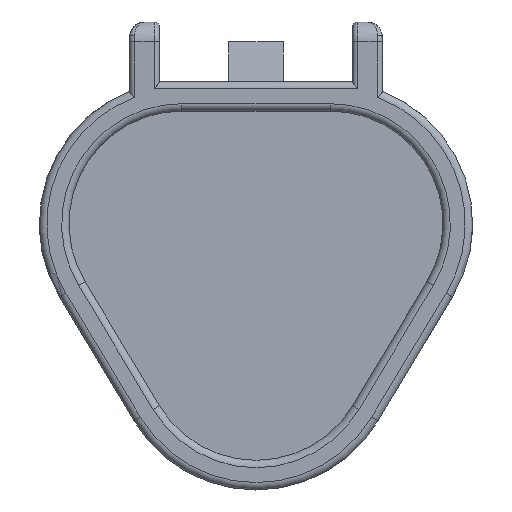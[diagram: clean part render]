
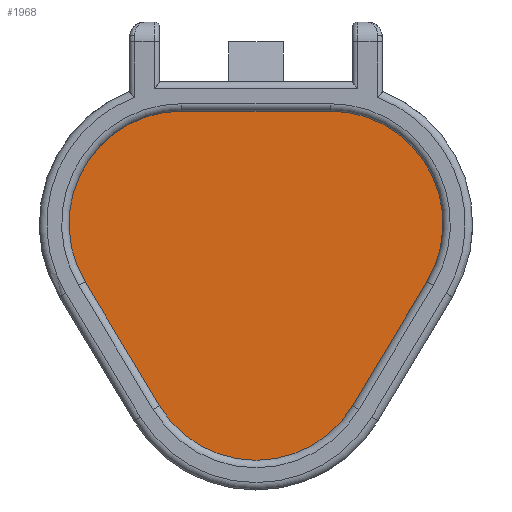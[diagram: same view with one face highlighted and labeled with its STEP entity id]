
A CAD part, front view. The second image highlights one B-rep face of the part: STEP entity #1968.
In plain terms, the highlighted planar face has unit normal (0, -1, 0).
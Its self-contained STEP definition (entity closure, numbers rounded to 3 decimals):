
#47=PLANE('',#2243);
#163=LINE('',#3562,#282);
#167=LINE('',#3571,#286);
#218=LINE('',#3826,#337);
#282=VECTOR('',#2576,10.);
#286=VECTOR('',#2586,10.);
#337=VECTOR('',#2869,10.);
#505=FACE_OUTER_BOUND('',#634,.T.);
#634=EDGE_LOOP('',(#1787,#1788,#1789,#1790,#1791,#1792));
#719=CIRCLE('',#2123,4.55);
#774=CIRCLE('',#2239,4.55);
#775=CIRCLE('',#2242,4.55);
#884=VERTEX_POINT('',#3559);
#885=VERTEX_POINT('',#3561);
#886=VERTEX_POINT('',#3565);
#887=VERTEX_POINT('',#3569);
#950=VERTEX_POINT('',#3820);
#951=VERTEX_POINT('',#3824);
#1118=EDGE_CURVE('',#884,#885,#163,.T.);
#1121=EDGE_CURVE('',#886,#884,#719,.T.);
#1123=EDGE_CURVE('',#887,#886,#167,.T.);
#1237=EDGE_CURVE('',#950,#887,#774,.T.);
#1239=EDGE_CURVE('',#951,#950,#218,.T.);
#1240=EDGE_CURVE('',#885,#951,#775,.T.);
#1787=ORIENTED_EDGE('',*,*,#1240,.F.);
#1788=ORIENTED_EDGE('',*,*,#1118,.F.);
#1789=ORIENTED_EDGE('',*,*,#1121,.F.);
#1790=ORIENTED_EDGE('',*,*,#1123,.F.);
#1791=ORIENTED_EDGE('',*,*,#1237,.F.);
#1792=ORIENTED_EDGE('',*,*,#1239,.F.);
#1968=ADVANCED_FACE('',(#505),#47,.T.);
#2123=AXIS2_PLACEMENT_3D('',#3567,#2581,#2582);
#2239=AXIS2_PLACEMENT_3D('',#3822,#2864,#2865);
#2242=AXIS2_PLACEMENT_3D('',#3828,#2872,#2873);
#2243=AXIS2_PLACEMENT_3D('',#3829,#2874,#2875);
#2576=DIRECTION('',(-0.514,0.,0.857));
#2581=DIRECTION('center_axis',(0.,1.,0.));
#2582=DIRECTION('ref_axis',(1.,0.,0.));
#2586=DIRECTION('',(-0.514,0.,-0.857));
#2864=DIRECTION('center_axis',(0.,1.,0.));
#2865=DIRECTION('ref_axis',(1.,0.,0.));
#2869=DIRECTION('',(1.,0.,0.));
#2872=DIRECTION('center_axis',(0.,1.,0.));
#2873=DIRECTION('ref_axis',(1.,0.,0.));
#2874=DIRECTION('center_axis',(0.,-1.,0.));
#2875=DIRECTION('ref_axis',(1.,0.,0.));
#3559=CARTESIAN_POINT('',(-3.902,-2.05,-6.841));
#3561=CARTESIAN_POINT('',(-6.902,-2.05,-1.841));
#3562=CARTESIAN_POINT('',(-6.902,-2.05,-1.841));
#3565=CARTESIAN_POINT('',(3.902,-2.05,-6.841));
#3567=CARTESIAN_POINT('Origin',(0.,-2.05,-4.5));
#3569=CARTESIAN_POINT('',(6.902,-2.05,-1.841));
#3571=CARTESIAN_POINT('',(3.902,-2.05,-6.841));
#3820=CARTESIAN_POINT('',(3.,-2.05,5.05));
#3822=CARTESIAN_POINT('Origin',(3.,-2.05,0.5));
#3824=CARTESIAN_POINT('',(-3.,-2.05,5.05));
#3826=CARTESIAN_POINT('',(-3.,-2.05,5.05));
#3828=CARTESIAN_POINT('Origin',(-3.,-2.05,0.5));
#3829=CARTESIAN_POINT('Origin',(0.,-2.05,-2.));
